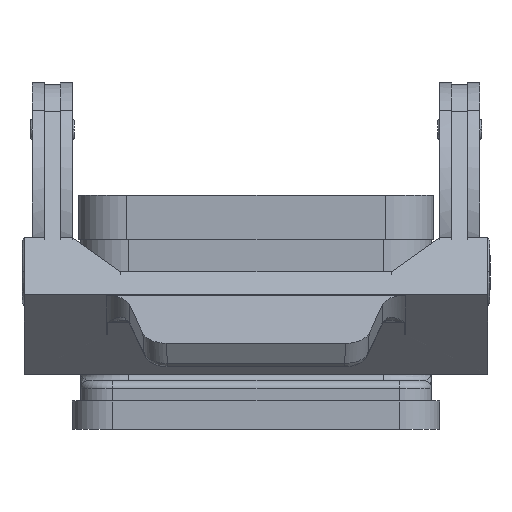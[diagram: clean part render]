
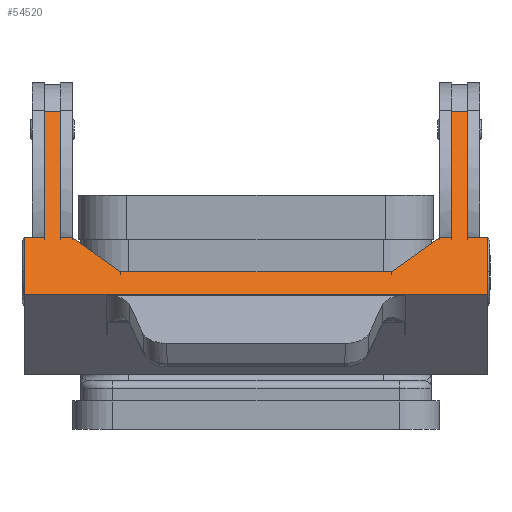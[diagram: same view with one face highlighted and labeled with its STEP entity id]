
A CAD part, left-side view. The second image highlights one B-rep face of the part: STEP entity #54520.
In plain terms, the highlighted planar face has unit normal (-0.707, 0, 0.707).
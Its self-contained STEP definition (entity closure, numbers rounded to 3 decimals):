
#31410=CARTESIAN_POINT('',(-59.041,-26.25,37.307));
#31420=VERTEX_POINT('',#31410);
#36890=CARTESIAN_POINT('',(-79.675,-18.457,
16.673));
#36900=VERTEX_POINT('',#36890);
#36930=CARTESIAN_POINT('',(-81.796,-18.552,
14.553));
#36940=DIRECTION('',(-0.707,0.,0.707));
#36950=DIRECTION('',(0.707,0.,0.707));
#36960=AXIS2_PLACEMENT_3D('',#36930,#36940,#36950);
#36970=CIRCLE('',#36960,3.);
#36980=CARTESIAN_POINT('',(-79.674,-18.552,
16.674));
#36990=VERTEX_POINT('',#36980);
#37000=EDGE_CURVE('',#36990,#36900,#36970,.T.);
#39040=CARTESIAN_POINT('',(-79.674,18.552,
16.674));
#39050=VERTEX_POINT('',#39040);
#39080=CARTESIAN_POINT('',(-81.796,18.552,
14.553));
#39090=DIRECTION('',(0.707,-0.,-0.707));
#39100=DIRECTION('',(0.707,0.,0.707));
#39110=AXIS2_PLACEMENT_3D('',#39080,#39090,#39100);
#39120=CIRCLE('',#39110,3.);
#39130=CARTESIAN_POINT('',(-79.675,18.457,
16.673));
#39140=VERTEX_POINT('',#39130);
#39150=EDGE_CURVE('',#39050,#39140,#39120,.T.);
#41340=CARTESIAN_POINT('',(-59.041,-24.25,37.307));
#41350=VERTEX_POINT('',#41340);
#48900=CARTESIAN_POINT('',(-79.675,0.,16.673));
#48910=DIRECTION('',(-0.,-1.,-0.));
#48920=VECTOR('',#48910,1.);
#48930=LINE('',#48900,#48920);
#48940=CARTESIAN_POINT('',(-79.675,-28.75,16.673));
#48950=VERTEX_POINT('',#48940);
#48960=EDGE_CURVE('',#36990,#48950,#48930,.T.);
#49180=CARTESIAN_POINT('',(-79.675,28.75,16.673));
#49190=VERTEX_POINT('',#49180);
#49220=CARTESIAN_POINT('',(-79.675,0.,16.673));
#49230=DIRECTION('',(0.,1.,0.));
#49240=VECTOR('',#49230,1.);
#49250=LINE('',#49220,#49240);
#49260=EDGE_CURVE('',#39050,#49190,#49250,.T.);
#49590=CARTESIAN_POINT('',(-59.041,24.25,37.307));
#49600=VERTEX_POINT('',#49590);
#49630=CARTESIAN_POINT('',(-96.348,24.25,0.));
#49640=DIRECTION('',(-0.707,0.,-0.707));
#49650=VECTOR('',#49640,1.);
#49660=LINE('',#49630,#49650);
#49670=CARTESIAN_POINT('',(-56.967,24.25,39.381));
#49680=VERTEX_POINT('',#49670);
#49690=EDGE_CURVE('',#49680,#49600,#49660,.T.);
#51180=CARTESIAN_POINT('',(-72.604,24.25,23.744));
#51190=VERTEX_POINT('',#51180);
#51360=CARTESIAN_POINT('',(-72.604,22.75,23.744));
#51370=VERTEX_POINT('',#51360);
#51400=CARTESIAN_POINT('',(-72.604,0.,23.744));
#51410=DIRECTION('',(-0.,-1.,0.));
#51420=VECTOR('',#51410,1.);
#51430=LINE('',#51400,#51420);
#51440=EDGE_CURVE('',#51190,#51370,#51430,.T.);
#53070=CARTESIAN_POINT('',(-72.604,28.75,23.744));
#53080=DIRECTION('',(-0.707,0.,0.707));
#53090=DIRECTION('',(0.707,0.,0.707));
#53100=AXIS2_PLACEMENT_3D('',#53070,#53080,#53090);
#53110=PLANE('',#53100);
#53120=CARTESIAN_POINT('',(-72.604,0.,23.744));
#53130=DIRECTION('',(0.,1.,-0.));
#53140=VECTOR('',#53130,1.);
#53150=LINE('',#53120,#53140);
#53160=CARTESIAN_POINT('',(-72.604,-24.25,23.744));
#53170=VERTEX_POINT('',#53160);
#53180=CARTESIAN_POINT('',(-72.604,-22.75,23.744));
#53190=VERTEX_POINT('',#53180);
#53200=EDGE_CURVE('',#53170,#53190,#53150,.T.);
#53210=ORIENTED_EDGE('',*,*,#53200,.T.);
#53220=CARTESIAN_POINT('',(-96.348,-24.25,0.));
#53230=DIRECTION('',(-0.707,-0.,-0.707));
#53240=VECTOR('',#53230,1.);
#53250=LINE('',#53220,#53240);
#53260=EDGE_CURVE('',#41350,#53170,#53250,.T.);
#53270=ORIENTED_EDGE('',*,*,#53260,.T.);
#53280=CARTESIAN_POINT('',(-96.348,-24.25,0.));
#53290=DIRECTION('',(0.707,0.,0.707));
#53300=VECTOR('',#53290,1.);
#53310=LINE('',#53280,#53300);
#53320=CARTESIAN_POINT('',(-56.967,-24.25,39.381));
#53330=VERTEX_POINT('',#53320);
#53340=EDGE_CURVE('',#41350,#53330,#53310,.T.);
#53350=ORIENTED_EDGE('',*,*,#53340,.F.);
#53360=CARTESIAN_POINT('',(-56.967,0.,39.381));
#53370=DIRECTION('',(-0.,-1.,0.));
#53380=VECTOR('',#53370,1.);
#53390=LINE('',#53360,#53380);
#53400=CARTESIAN_POINT('',(-56.967,-26.25,39.381));
#53410=VERTEX_POINT('',#53400);
#53420=EDGE_CURVE('',#53330,#53410,#53390,.T.);
#53430=ORIENTED_EDGE('',*,*,#53420,.F.);
#53440=CARTESIAN_POINT('',(-96.348,-26.25,0.));
#53450=DIRECTION('',(-0.707,0.,-0.707));
#53460=VECTOR('',#53450,1.);
#53470=LINE('',#53440,#53460);
#53480=EDGE_CURVE('',#53410,#31420,#53470,.T.);
#53490=ORIENTED_EDGE('',*,*,#53480,.F.);
#53500=CARTESIAN_POINT('',(-96.348,-26.25,0.));
#53510=DIRECTION('',(0.707,0.,0.707));
#53520=VECTOR('',#53510,1.);
#53530=LINE('',#53500,#53520);
#53540=CARTESIAN_POINT('',(-72.604,-26.25,23.744));
#53550=VERTEX_POINT('',#53540);
#53560=EDGE_CURVE('',#53550,#31420,#53530,.T.);
#53570=ORIENTED_EDGE('',*,*,#53560,.T.);
#53580=CARTESIAN_POINT('',(-72.604,0.,23.744));
#53590=DIRECTION('',(0.,1.,-0.));
#53600=VECTOR('',#53590,1.);
#53610=LINE('',#53580,#53600);
#53620=CARTESIAN_POINT('',(-72.604,-28.75,23.744));
#53630=VERTEX_POINT('',#53620);
#53640=EDGE_CURVE('',#53630,#53550,#53610,.T.);
#53650=ORIENTED_EDGE('',*,*,#53640,.T.);
#53660=CARTESIAN_POINT('',(-96.348,-28.75,0.));
#53670=DIRECTION('',(0.707,0.,0.707));
#53680=VECTOR('',#53670,1.);
#53690=LINE('',#53660,#53680);
#53700=EDGE_CURVE('',#48950,#53630,#53690,.T.);
#53710=ORIENTED_EDGE('',*,*,#53700,.T.);
#53720=ORIENTED_EDGE('',*,*,#48960,.T.);
#53730=ORIENTED_EDGE('',*,*,#37000,.F.);
#53740=CARTESIAN_POINT('',(-79.675,0.,16.673));
#53750=DIRECTION('',(0.,1.,-0.));
#53760=VECTOR('',#53750,1.);
#53770=LINE('',#53740,#53760);
#53780=EDGE_CURVE('',#36900,#39140,#53770,.T.);
#53790=ORIENTED_EDGE('',*,*,#53780,.F.);
#53800=ORIENTED_EDGE('',*,*,#39150,.T.);
#53810=ORIENTED_EDGE('',*,*,#49260,.F.);
#53820=CARTESIAN_POINT('',(-96.348,28.75,0.));
#53830=DIRECTION('',(0.707,-0.,0.707));
#53840=VECTOR('',#53830,1.);
#53850=LINE('',#53820,#53840);
#53860=CARTESIAN_POINT('',(-72.604,28.75,23.744));
#53870=VERTEX_POINT('',#53860);
#53880=EDGE_CURVE('',#49190,#53870,#53850,.T.);
#53890=ORIENTED_EDGE('',*,*,#53880,.F.);
#53900=CARTESIAN_POINT('',(-72.604,0.,23.744));
#53910=DIRECTION('',(-0.,-1.,0.));
#53920=VECTOR('',#53910,1.);
#53930=LINE('',#53900,#53920);
#53940=CARTESIAN_POINT('',(-72.604,26.25,23.744));
#53950=VERTEX_POINT('',#53940);
#53960=EDGE_CURVE('',#53870,#53950,#53930,.T.);
#53970=ORIENTED_EDGE('',*,*,#53960,.F.);
#53980=CARTESIAN_POINT('',(-96.348,26.25,0.));
#53990=DIRECTION('',(0.707,0.,0.707));
#54000=VECTOR('',#53990,1.);
#54010=LINE('',#53980,#54000);
#54020=CARTESIAN_POINT('',(-59.041,26.25,37.307));
#54030=VERTEX_POINT('',#54020);
#54040=EDGE_CURVE('',#53950,#54030,#54010,.T.);
#54050=ORIENTED_EDGE('',*,*,#54040,.F.);
#54060=CARTESIAN_POINT('',(-96.348,26.25,0.));
#54070=DIRECTION('',(0.707,0.,0.707));
#54080=VECTOR('',#54070,1.);
#54090=LINE('',#54060,#54080);
#54100=CARTESIAN_POINT('',(-56.967,26.25,39.381));
#54110=VERTEX_POINT('',#54100);
#54120=EDGE_CURVE('',#54030,#54110,#54090,.T.);
#54130=ORIENTED_EDGE('',*,*,#54120,.F.);
#54140=CARTESIAN_POINT('',(-56.967,0.,39.381));
#54150=DIRECTION('',(0.,1.,-0.));
#54160=VECTOR('',#54150,1.);
#54170=LINE('',#54140,#54160);
#54180=EDGE_CURVE('',#49680,#54110,#54170,.T.);
#54190=ORIENTED_EDGE('',*,*,#54180,.T.);
#54200=ORIENTED_EDGE('',*,*,#49690,.F.);
#54210=CARTESIAN_POINT('',(-96.348,24.25,0.));
#54220=DIRECTION('',(-0.707,0.,-0.707));
#54230=VECTOR('',#54220,1.);
#54240=LINE('',#54210,#54230);
#54250=EDGE_CURVE('',#49600,#51190,#54240,.T.);
#54260=ORIENTED_EDGE('',*,*,#54250,.F.);
#54270=ORIENTED_EDGE('',*,*,#51440,.F.);
#54280=CARTESIAN_POINT('',(-88.691,0.,7.658));
#54290=DIRECTION('',(-0.5,-0.707,-0.5));
#54300=VECTOR('',#54290,1.);
#54310=LINE('',#54280,#54300);
#54320=CARTESIAN_POINT('',(-76.847,16.75,19.502));
#54330=VERTEX_POINT('',#54320);
#54340=EDGE_CURVE('',#51370,#54330,#54310,.T.);
#54350=ORIENTED_EDGE('',*,*,#54340,.F.);
#54360=CARTESIAN_POINT('',(-76.846,0.,19.502));
#54370=DIRECTION('',(-0.,-1.,0.));
#54380=VECTOR('',#54370,1.);
#54390=LINE('',#54360,#54380);
#54400=CARTESIAN_POINT('',(-76.847,-16.75,19.502));
#54410=VERTEX_POINT('',#54400);
#54420=EDGE_CURVE('',#54330,#54410,#54390,.T.);
#54430=ORIENTED_EDGE('',*,*,#54420,.F.);
#54440=CARTESIAN_POINT('',(-88.691,0.,7.658));
#54450=DIRECTION('',(-0.5,0.707,-0.5));
#54460=VECTOR('',#54450,1.);
#54470=LINE('',#54440,#54460);
#54480=EDGE_CURVE('',#53190,#54410,#54470,.T.);
#54490=ORIENTED_EDGE('',*,*,#54480,.T.);
#54500=EDGE_LOOP('',(#54490,#54430,#54350,#54270,#54260,#54200,#54190,
#54130,#54050,#53970,#53890,#53810,#53800,#53790,#53730,#53720,#53710,
#53650,#53570,#53490,#53430,#53350,#53270,#53210));
#54510=FACE_OUTER_BOUND('',#54500,.T.);
#54520=ADVANCED_FACE('',(#54510),#53110,.T.);
